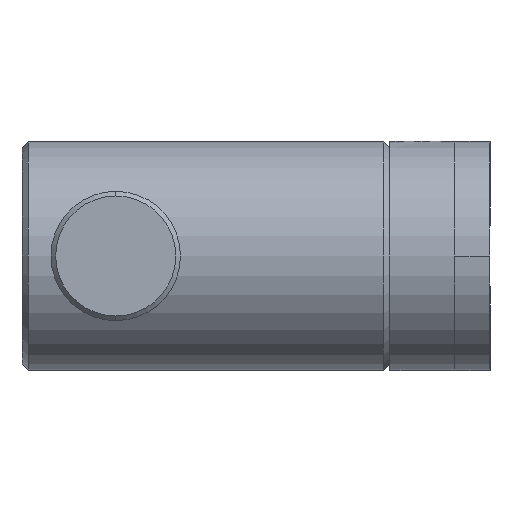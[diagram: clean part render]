
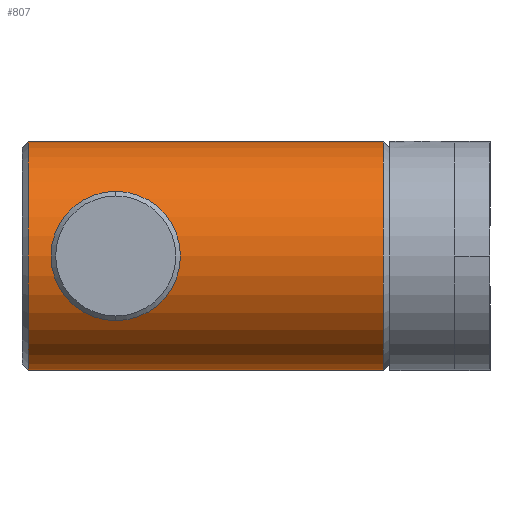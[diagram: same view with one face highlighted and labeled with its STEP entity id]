
A CAD part, left-side view. The second image highlights one B-rep face of the part: STEP entity #807.
In plain terms, the highlighted cylindrical face has radius 12.497 mm (diameter 24.994 mm), a partial arc.
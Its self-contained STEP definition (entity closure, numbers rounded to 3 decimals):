
#6 = CARTESIAN_POINT ( 'NONE',  ( 4.123, 45.827, 0. ) ) ;
#62 = ORIENTED_EDGE ( 'NONE', *, *, #590, .F. ) ;
#149 = VERTEX_POINT ( 'NONE', #3350 ) ;
#180 = CARTESIAN_POINT ( 'NONE',  ( 4.123, 6.398, 0. ) ) ;
#229 = CIRCLE ( 'NONE', #3751, 12.497 ) ;
#497 = DIRECTION ( 'NONE',  ( 0., -1., 0. ) ) ;
#555 = EDGE_CURVE ( 'NONE', #2422, #2937, #2731, .T. ) ;
#590 = EDGE_CURVE ( 'NONE', #149, #2937, #3152, .T. ) ;
#807 = ADVANCED_FACE ( 'NONE', ( #2928 ), #2832, .T. ) ;
#892 = EDGE_LOOP ( 'NONE', ( #62, #3669, #1537, #2665 ) ) ;
#1057 = VECTOR ( 'NONE', #2663, 1000. ) ;
#1091 = CARTESIAN_POINT ( 'NONE',  ( 4.123, 45.127, 0. ) ) ;
#1154 = VECTOR ( 'NONE', #497, 1000. ) ;
#1217 = DIRECTION ( 'NONE',  ( 0., -1., 0. ) ) ;
#1436 = CARTESIAN_POINT ( 'NONE',  ( 4.123, 6.398, 12.497 ) ) ;
#1537 = ORIENTED_EDGE ( 'NONE', *, *, #2969, .T. ) ;
#1609 = LINE ( 'NONE', #3811, #1057 ) ;
#1765 = CARTESIAN_POINT ( 'NONE',  ( 4.123, 45.127, -12.497 ) ) ;
#2255 = CARTESIAN_POINT ( 'NONE',  ( 4.123, 45.827, 12.497 ) ) ;
#2422 = VERTEX_POINT ( 'NONE', #3170 ) ;
#2426 = DIRECTION ( 'NONE',  ( 0., 0., -1. ) ) ;
#2516 = AXIS2_PLACEMENT_3D ( 'NONE', #6, #1217, #2426 ) ;
#2663 = DIRECTION ( 'NONE',  ( 0., -1., 0. ) ) ;
#2665 = ORIENTED_EDGE ( 'NONE', *, *, #555, .T. ) ;
#2678 = AXIS2_PLACEMENT_3D ( 'NONE', #180, #3181, #3754 ) ;
#2731 = CIRCLE ( 'NONE', #2678, 12.497 ) ;
#2832 = CYLINDRICAL_SURFACE ( 'NONE', #2516, 12.497 ) ;
#2911 = DIRECTION ( 'NONE',  ( 0., 0., 1. ) ) ;
#2928 = FACE_OUTER_BOUND ( 'NONE', #892, .T. ) ;
#2937 = VERTEX_POINT ( 'NONE', #1436 ) ;
#2944 = VERTEX_POINT ( 'NONE', #1765 ) ;
#2969 = EDGE_CURVE ( 'NONE', #2944, #2422, #1609, .T. ) ;
#3152 = LINE ( 'NONE', #2255, #1154 ) ;
#3170 = CARTESIAN_POINT ( 'NONE',  ( 4.123, 6.398, -12.497 ) ) ;
#3181 = DIRECTION ( 'NONE',  ( 0., 1., 0. ) ) ;
#3330 = EDGE_CURVE ( 'NONE', #149, #2944, #229, .T. ) ;
#3350 = CARTESIAN_POINT ( 'NONE',  ( 4.123, 45.127, 12.497 ) ) ;
#3446 = DIRECTION ( 'NONE',  ( 0., -1., 0. ) ) ;
#3669 = ORIENTED_EDGE ( 'NONE', *, *, #3330, .T. ) ;
#3751 = AXIS2_PLACEMENT_3D ( 'NONE', #1091, #3446, #2911 ) ;
#3754 = DIRECTION ( 'NONE',  ( 0., 0., 1. ) ) ;
#3811 = CARTESIAN_POINT ( 'NONE',  ( 4.123, 45.827, -12.497 ) ) ;
